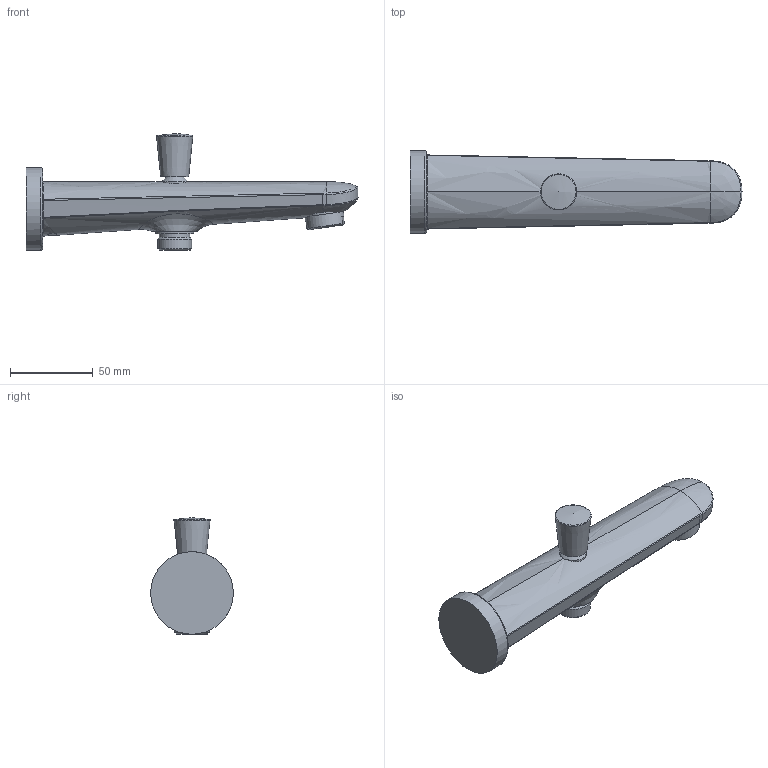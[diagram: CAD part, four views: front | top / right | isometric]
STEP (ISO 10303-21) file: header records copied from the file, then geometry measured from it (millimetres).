
FILE_DESCRIPTION(/* description */ (''),/* implementation_level */ '2;1');
FILE_NAME(/* name */ '3D_TVT105508110_O.NovoStart.step',/* time_stamp */ '2022-11-29T14:46:37+01:00',/* author */ (''),/* organization */ (''),/* preprocessor_version */ 'ST-DEVELOPER v19.2',/* originating_system */ 'Autodesk Translation Framework v11.17.0.187',/* authorisation */ '');
FILE_SCHEMA (('AUTOMOTIVE_DESIGN { 1 0 10303 214 3 1 1 }'));
Length unit declared in the file: millimetre
Products named in the file (28): (Nicht gespeichert); 80G93UDQ; 8MB92R000; Komponente23; 8JT8T000_ASM; 8JT8T000; 8J22X24A; 8J136X19A; 8J48X42X25; 8RM4X6; M24021_ASM; 24X1-03; 24X1-02; 24X1-01; 8EM5X5; 23424_ASM; 82J23424; 8XJ15X5X35A; 83J23424; 8J22X2A; 8TH23424; 81J23424; Komponente25; 8J102X45X35A; 81D23067; Komponente26; Komponente24; Komponente27
Assembly tree (30 placements, depth 3):
  (Nicht gespeichert)
    80G93UDQ
    8MB92R000
      Komponente23
    8JT8T000_ASM
      8JT8T000
      8J22X24A
      8J136X19A  x2
    8J48X42X25
    8RM4X6  x2
    M24021_ASM
      24X1-03
      24X1-02
      24X1-01
    8EM5X5  x2
    23424_ASM
      82J23424
      8XJ15X5X35A
    83J23424
    8J22X2A
    8TH23424
    81J23424
      Komponente25
    8J102X45X35A
    81D23067
      Komponente26
    Komponente24
    Komponente27
Bounding box: 201 x 50 x 70.52 mm (x, y, z)
Volume: 189930.6 mm3; surface area: 35714.7 mm2
Topology: 5 solids, 7 shells, 122 faces, 267 edges, 165 vertices
Faces by surface type: bspline 46, plane 34, cylinder 25, cone 10, torus 6, sphere 1
Full cylindrical faces by diameter (mm): 13 x1, 14 x1, 16 x1, 16.2 x1, 16.5 x1, 17.4 x1, 18 x1, 18.5 x1, 20 x1, 20.6 x1, 21 x1, 21.5 x1, 22.3 x1, 23 x1, 23.5 x2, 50 x1
Entity records: 12078 total; most frequent: CARTESIAN_POINT 8887, DIRECTION 552, ORIENTED_EDGE 521, EDGE_CURVE 264, AXIS2_PLACEMENT_3D 247, VERTEX_POINT 165, EDGE_LOOP 143, FACE_OUTER_BOUND 122
